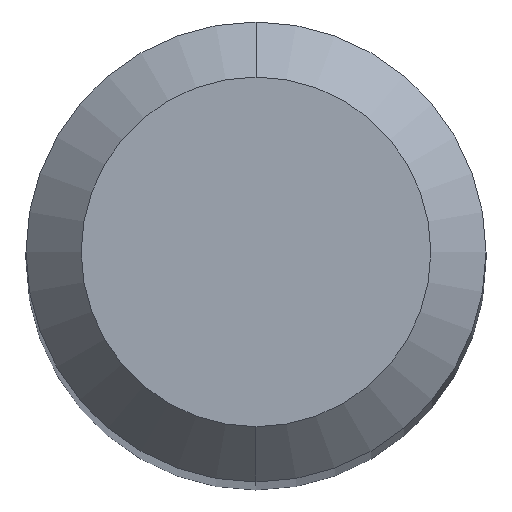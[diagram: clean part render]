
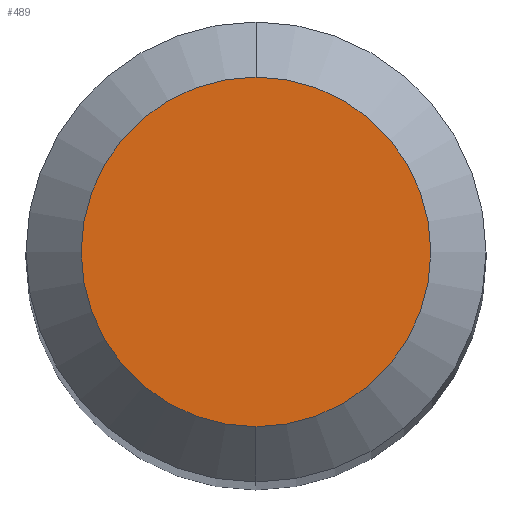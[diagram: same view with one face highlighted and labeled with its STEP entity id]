
A CAD part, top view. The second image highlights one B-rep face of the part: STEP entity #489.
In plain terms, the highlighted planar face has unit normal (0, 0, 1).
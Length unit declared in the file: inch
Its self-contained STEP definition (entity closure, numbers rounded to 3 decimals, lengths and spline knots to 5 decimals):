
#1 = DIRECTION ( 'NONE',  ( 0., 0., 1. ) ) ;
#32 = EDGE_LOOP ( 'NONE', ( #77, #128 ) ) ;
#43 = VERTEX_POINT ( 'NONE', #366 ) ;
#46 = CARTESIAN_POINT ( 'NONE',  ( 0., 0.0475, 0. ) ) ;
#51 = CARTESIAN_POINT ( 'NONE',  ( 0., 0., 0. ) ) ;
#77 = ORIENTED_EDGE ( 'NONE', *, *, #369, .T. ) ;
#81 = AXIS2_PLACEMENT_3D ( 'NONE', #51, #442, #255 ) ;
#84 = VERTEX_POINT ( 'NONE', #295 ) ;
#128 = ORIENTED_EDGE ( 'NONE', *, *, #288, .T. ) ;
#201 = CARTESIAN_POINT ( 'NONE',  ( 0., 0., 0. ) ) ;
#255 = DIRECTION ( 'NONE',  ( 0., -1., 0. ) ) ;
#288 = EDGE_CURVE ( 'NONE', #43, #84, #350, .T. ) ;
#293 = DIRECTION ( 'NONE',  ( 0., 0., -1. ) ) ;
#295 = CARTESIAN_POINT ( 'NONE',  ( 0., 0.0475, 0. ) ) ;
#308 = AXIS2_PLACEMENT_3D ( 'NONE', #46, #293, #480 ) ;
#350 = CIRCLE ( 'NONE', #379, 0.0475 ) ;
#366 = CARTESIAN_POINT ( 'NONE',  ( 0., -0.0475, 0. ) ) ;
#369 = EDGE_CURVE ( 'NONE', #84, #43, #464, .T. ) ;
#379 = AXIS2_PLACEMENT_3D ( 'NONE', #201, #1, #469 ) ;
#440 = FACE_OUTER_BOUND ( 'NONE', #32, .T. ) ;
#442 = DIRECTION ( 'NONE',  ( 0., 0., 1. ) ) ;
#464 = CIRCLE ( 'NONE', #81, 0.0475 ) ;
#469 = DIRECTION ( 'NONE',  ( 0., -1., 0. ) ) ;
#480 = DIRECTION ( 'NONE',  ( 0., 1., 0. ) ) ;
#487 = PLANE ( 'NONE',  #308 ) ;
#489 = ADVANCED_FACE ( 'NONE', ( #440 ), #487, .F. ) ;
